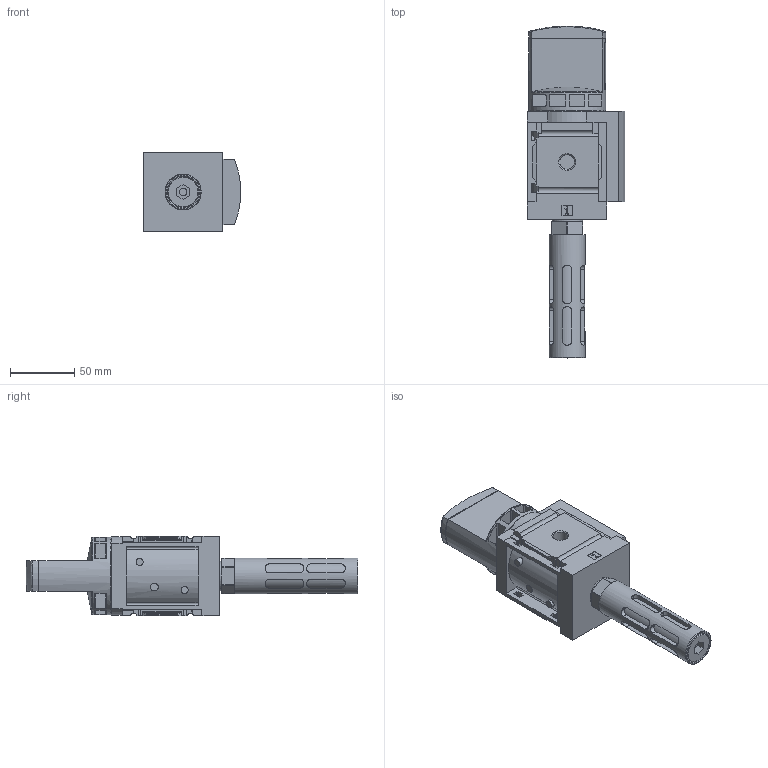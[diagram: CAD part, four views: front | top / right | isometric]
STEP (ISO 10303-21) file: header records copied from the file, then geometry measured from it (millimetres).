
FILE_DESCRIPTION(/* description */ ('STEP AP214'),/* implementation_level */ '2;1');
FILE_NAME(/* name */ '541272_MS6-EM1-1_4-S',/* time_stamp */ '2024-09-10T15:19:51+02:00',/* author */ ('License CC BY-ND 4.0'),/* organization */ ('CADENAS'),/* preprocessor_version */ 'ST-DEVELOPER v19.3',/* originating_system */ 'PARTsolutions',/* authorisation */ ' ');
FILE_SCHEMA (('AUTOMOTIVE_DESIGN {1 0 10303 214 3 1 1}'));
Length unit declared in the file: millimetre
Products named in the file (3): 541272 MS6-EM1-1/4-S; 541279 MS6-EM1-1/4-S0D; 6844 U-1/2-B
Assembly tree (2 placements, depth 2):
  541272 MS6-EM1-1/4-S
    541279 MS6-EM1-1/4-S0D
    6844 U-1/2-B
Bounding box: 75.8 x 258.4 x 62 mm (x, y, z)
Volume: 473069.3 mm3; surface area: 73001.4 mm2
Topology: 2 solids, 2 shells, 460 faces, 1266 edges, 832 vertices
Faces by surface type: plane 294, cylinder 137, cone 17, torus 9, sphere 3
Full cylindrical faces by diameter (mm): 5.5 x2, 6 x1, 11.445 x2, 14.1 x1, 18.631 x1, 21.1 x1, 22.5 x1, 23.15 x1, 24 x2, 28 x1, 60 x1
Entity records: 17903 total; most frequent: CARTESIAN_POINT 3185, ORIENTED_EDGE 2432, DIRECTION 2243, EDGE_CURVE 1216, VERTEX_POINT 815, LINE 799, VECTOR 799, AXIS2_PLACEMENT_3D 722
